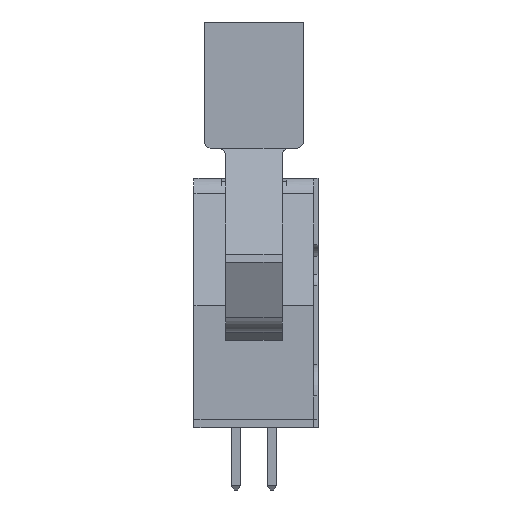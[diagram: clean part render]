
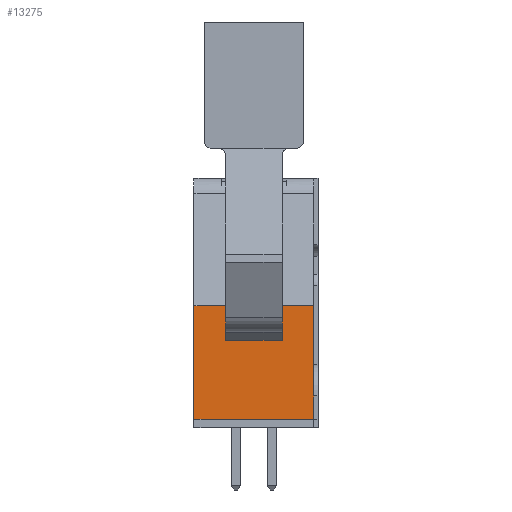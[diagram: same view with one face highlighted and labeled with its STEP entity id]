
A CAD part, front view. The second image highlights one B-rep face of the part: STEP entity #13275.
In plain terms, the highlighted planar face has unit normal (0, -1, 0).
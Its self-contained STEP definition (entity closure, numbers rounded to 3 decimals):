
#1999 = PLANE('',#2000);
#2000 = AXIS2_PLACEMENT_3D('',#2001,#2002,#2003);
#2001 = CARTESIAN_POINT('',(-2.955,5.045,16.1));
#2002 = DIRECTION('',(1.,0.,0.));
#2003 = DIRECTION('',(0.,1.,0.));
#3630 = VERTEX_POINT('',#3631);
#3631 = CARTESIAN_POINT('',(-2.955,-71.88,0.6));
#3645 = PLANE('',#3646);
#3646 = AXIS2_PLACEMENT_3D('',#3647,#3648,#3649);
#3647 = CARTESIAN_POINT('',(5.495,-71.43,0.6));
#3648 = DIRECTION('',(0.,0.,-1.));
#3649 = DIRECTION('',(0.,1.,0.));
#3657 = EDGE_CURVE('',#3658,#3630,#3660,.T.);
#3658 = VERTEX_POINT('',#3659);
#3659 = CARTESIAN_POINT('',(-2.955,-71.88,8.6));
#3660 = SURFACE_CURVE('',#3661,(#3665,#3672),.PCURVE_S1.);
#3661 = LINE('',#3662,#3663);
#3662 = CARTESIAN_POINT('',(-2.955,-71.88,0.6));
#3663 = VECTOR('',#3664,1.);
#3664 = DIRECTION('',(0.,0.,-1.));
#3665 = PCURVE('',#1999,#3666);
#3666 = DEFINITIONAL_REPRESENTATION('',(#3667),#3671);
#3667 = LINE('',#3668,#3669);
#3668 = CARTESIAN_POINT('',(-76.925,-15.5));
#3669 = VECTOR('',#3670,1.);
#3670 = DIRECTION('',(0.,-1.));
#3671 = ( GEOMETRIC_REPRESENTATION_CONTEXT(2) 
PARAMETRIC_REPRESENTATION_CONTEXT() REPRESENTATION_CONTEXT('2D SPACE',''
  ) );
#3672 = PCURVE('',#3673,#3678);
#3673 = PLANE('',#3674);
#3674 = AXIS2_PLACEMENT_3D('',#3675,#3676,#3677);
#3675 = CARTESIAN_POINT('',(5.495,-71.88,0.6));
#3676 = DIRECTION('',(0.,-1.,0.));
#3677 = DIRECTION('',(-1.,0.,0.));
#3678 = DEFINITIONAL_REPRESENTATION('',(#3679),#3683);
#3679 = LINE('',#3680,#3681);
#3680 = CARTESIAN_POINT('',(8.45,0.));
#3681 = VECTOR('',#3682,1.);
#3682 = DIRECTION('',(-0.,1.));
#3683 = ( GEOMETRIC_REPRESENTATION_CONTEXT(2) 
PARAMETRIC_REPRESENTATION_CONTEXT() REPRESENTATION_CONTEXT('2D SPACE',''
  ) );
#3701 = PLANE('',#3702);
#3702 = AXIS2_PLACEMENT_3D('',#3703,#3704,#3705);
#3703 = CARTESIAN_POINT('',(5.495,-71.88,8.6));
#3704 = DIRECTION('',(0.,-0.966,0.259)
  );
#3705 = DIRECTION('',(0.,-0.259,
    -0.966));
#4808 = PLANE('',#4809);
#4809 = AXIS2_PLACEMENT_3D('',#4810,#4811,#4812);
#4810 = CARTESIAN_POINT('',(5.495,-66.005,16.1));
#4811 = DIRECTION('',(1.,0.,0.));
#4812 = DIRECTION('',(0.,-1.,0.));
#12335 = PLANE('',#12336);
#12336 = AXIS2_PLACEMENT_3D('',#12337,#12338,#12339);
#12337 = CARTESIAN_POINT('',(-0.73,-30.48,0.));
#12338 = DIRECTION('',(1.,0.,0.));
#12339 = DIRECTION('',(0.,-1.,0.));
#12374 = EDGE_CURVE('',#12375,#3658,#12377,.T.);
#12375 = VERTEX_POINT('',#12376);
#12376 = CARTESIAN_POINT('',(-0.73,-71.88,8.6));
#12377 = SURFACE_CURVE('',#12378,(#12382,#12389),.PCURVE_S1.);
#12378 = LINE('',#12379,#12380);
#12379 = CARTESIAN_POINT('',(5.495,-71.88,8.6));
#12380 = VECTOR('',#12381,1.);
#12381 = DIRECTION('',(-1.,0.,0.));
#12382 = PCURVE('',#3701,#12383);
#12383 = DEFINITIONAL_REPRESENTATION('',(#12384),#12388);
#12384 = LINE('',#12385,#12386);
#12385 = CARTESIAN_POINT('',(0.,0.));
#12386 = VECTOR('',#12387,1.);
#12387 = DIRECTION('',(0.,-1.));
#12388 = ( GEOMETRIC_REPRESENTATION_CONTEXT(2) 
PARAMETRIC_REPRESENTATION_CONTEXT() REPRESENTATION_CONTEXT('2D SPACE',''
  ) );
#12389 = PCURVE('',#3673,#12390);
#12390 = DEFINITIONAL_REPRESENTATION('',(#12391),#12395);
#12391 = LINE('',#12392,#12393);
#12392 = CARTESIAN_POINT('',(0.,-8.));
#12393 = VECTOR('',#12394,1.);
#12394 = DIRECTION('',(1.,0.));
#12395 = ( GEOMETRIC_REPRESENTATION_CONTEXT(2) 
PARAMETRIC_REPRESENTATION_CONTEXT() REPRESENTATION_CONTEXT('2D SPACE',''
  ) );
#12899 = PLANE('',#12900);
#12900 = AXIS2_PLACEMENT_3D('',#12901,#12902,#12903);
#12901 = CARTESIAN_POINT('',(3.27,-30.48,0.));
#12902 = DIRECTION('',(1.,0.,0.));
#12903 = DIRECTION('',(0.,-1.,0.));
#13233 = VERTEX_POINT('',#13234);
#13234 = CARTESIAN_POINT('',(5.495,-71.88,0.6));
#13255 = EDGE_CURVE('',#13233,#3630,#13256,.T.);
#13256 = SURFACE_CURVE('',#13257,(#13261,#13268),.PCURVE_S1.);
#13257 = LINE('',#13258,#13259);
#13258 = CARTESIAN_POINT('',(5.495,-71.88,0.6));
#13259 = VECTOR('',#13260,1.);
#13260 = DIRECTION('',(-1.,0.,0.));
#13261 = PCURVE('',#3645,#13262);
#13262 = DEFINITIONAL_REPRESENTATION('',(#13263),#13267);
#13263 = LINE('',#13264,#13265);
#13264 = CARTESIAN_POINT('',(-0.45,-0.));
#13265 = VECTOR('',#13266,1.);
#13266 = DIRECTION('',(0.,-1.));
#13267 = ( GEOMETRIC_REPRESENTATION_CONTEXT(2) 
PARAMETRIC_REPRESENTATION_CONTEXT() REPRESENTATION_CONTEXT('2D SPACE',''
  ) );
#13268 = PCURVE('',#3673,#13269);
#13269 = DEFINITIONAL_REPRESENTATION('',(#13270),#13274);
#13270 = LINE('',#13271,#13272);
#13271 = CARTESIAN_POINT('',(0.,0.));
#13272 = VECTOR('',#13273,1.);
#13273 = DIRECTION('',(1.,0.));
#13274 = ( GEOMETRIC_REPRESENTATION_CONTEXT(2) 
PARAMETRIC_REPRESENTATION_CONTEXT() REPRESENTATION_CONTEXT('2D SPACE',''
  ) );
#13275 = ADVANCED_FACE('',(#13276),#3673,.T.);
#13276 = FACE_BOUND('',#13277,.T.);
#13277 = EDGE_LOOP('',(#13278,#13303,#13331,#13352,#13353,#13354,#13355,
    #13378));
#13278 = ORIENTED_EDGE('',*,*,#13279,.T.);
#13279 = EDGE_CURVE('',#13280,#13282,#13284,.T.);
#13280 = VERTEX_POINT('',#13281);
#13281 = CARTESIAN_POINT('',(3.27,-71.88,8.6));
#13282 = VERTEX_POINT('',#13283);
#13283 = CARTESIAN_POINT('',(3.27,-71.88,6.15));
#13284 = SURFACE_CURVE('',#13285,(#13289,#13296),.PCURVE_S1.);
#13285 = LINE('',#13286,#13287);
#13286 = CARTESIAN_POINT('',(3.27,-71.88,17.6));
#13287 = VECTOR('',#13288,1.);
#13288 = DIRECTION('',(0.,0.,-1.));
#13289 = PCURVE('',#3673,#13290);
#13290 = DEFINITIONAL_REPRESENTATION('',(#13291),#13295);
#13291 = LINE('',#13292,#13293);
#13292 = CARTESIAN_POINT('',(2.225,-17.));
#13293 = VECTOR('',#13294,1.);
#13294 = DIRECTION('',(0.,1.));
#13295 = ( GEOMETRIC_REPRESENTATION_CONTEXT(2) 
PARAMETRIC_REPRESENTATION_CONTEXT() REPRESENTATION_CONTEXT('2D SPACE',''
  ) );
#13296 = PCURVE('',#12899,#13297);
#13297 = DEFINITIONAL_REPRESENTATION('',(#13298),#13302);
#13298 = LINE('',#13299,#13300);
#13299 = CARTESIAN_POINT('',(41.4,-17.6));
#13300 = VECTOR('',#13301,1.);
#13301 = DIRECTION('',(0.,1.));
#13302 = ( GEOMETRIC_REPRESENTATION_CONTEXT(2) 
PARAMETRIC_REPRESENTATION_CONTEXT() REPRESENTATION_CONTEXT('2D SPACE',''
  ) );
#13303 = ORIENTED_EDGE('',*,*,#13304,.T.);
#13304 = EDGE_CURVE('',#13282,#13305,#13307,.T.);
#13305 = VERTEX_POINT('',#13306);
#13306 = CARTESIAN_POINT('',(-0.73,-71.88,6.15));
#13307 = SURFACE_CURVE('',#13308,(#13312,#13319),.PCURVE_S1.);
#13308 = LINE('',#13309,#13310);
#13309 = CARTESIAN_POINT('',(3.27,-71.88,6.15));
#13310 = VECTOR('',#13311,1.);
#13311 = DIRECTION('',(-1.,0.,0.));
#13312 = PCURVE('',#3673,#13313);
#13313 = DEFINITIONAL_REPRESENTATION('',(#13314),#13318);
#13314 = LINE('',#13315,#13316);
#13315 = CARTESIAN_POINT('',(2.225,-5.55));
#13316 = VECTOR('',#13317,1.);
#13317 = DIRECTION('',(1.,0.));
#13318 = ( GEOMETRIC_REPRESENTATION_CONTEXT(2) 
PARAMETRIC_REPRESENTATION_CONTEXT() REPRESENTATION_CONTEXT('2D SPACE',''
  ) );
#13319 = PCURVE('',#13320,#13325);
#13320 = PLANE('',#13321);
#13321 = AXIS2_PLACEMENT_3D('',#13322,#13323,#13324);
#13322 = CARTESIAN_POINT('',(3.27,-71.88,6.15));
#13323 = DIRECTION('',(0.,0.,-1.));
#13324 = DIRECTION('',(1.,0.,0.));
#13325 = DEFINITIONAL_REPRESENTATION('',(#13326),#13330);
#13326 = LINE('',#13327,#13328);
#13327 = CARTESIAN_POINT('',(0.,0.));
#13328 = VECTOR('',#13329,1.);
#13329 = DIRECTION('',(-1.,0.));
#13330 = ( GEOMETRIC_REPRESENTATION_CONTEXT(2) 
PARAMETRIC_REPRESENTATION_CONTEXT() REPRESENTATION_CONTEXT('2D SPACE',''
  ) );
#13331 = ORIENTED_EDGE('',*,*,#13332,.F.);
#13332 = EDGE_CURVE('',#12375,#13305,#13333,.T.);
#13333 = SURFACE_CURVE('',#13334,(#13338,#13345),.PCURVE_S1.);
#13334 = LINE('',#13335,#13336);
#13335 = CARTESIAN_POINT('',(-0.73,-71.88,17.6));
#13336 = VECTOR('',#13337,1.);
#13337 = DIRECTION('',(0.,0.,-1.));
#13338 = PCURVE('',#3673,#13339);
#13339 = DEFINITIONAL_REPRESENTATION('',(#13340),#13344);
#13340 = LINE('',#13341,#13342);
#13341 = CARTESIAN_POINT('',(6.225,-17.));
#13342 = VECTOR('',#13343,1.);
#13343 = DIRECTION('',(0.,1.));
#13344 = ( GEOMETRIC_REPRESENTATION_CONTEXT(2) 
PARAMETRIC_REPRESENTATION_CONTEXT() REPRESENTATION_CONTEXT('2D SPACE',''
  ) );
#13345 = PCURVE('',#12335,#13346);
#13346 = DEFINITIONAL_REPRESENTATION('',(#13347),#13351);
#13347 = LINE('',#13348,#13349);
#13348 = CARTESIAN_POINT('',(41.4,-17.6));
#13349 = VECTOR('',#13350,1.);
#13350 = DIRECTION('',(0.,1.));
#13351 = ( GEOMETRIC_REPRESENTATION_CONTEXT(2) 
PARAMETRIC_REPRESENTATION_CONTEXT() REPRESENTATION_CONTEXT('2D SPACE',''
  ) );
#13352 = ORIENTED_EDGE('',*,*,#12374,.T.);
#13353 = ORIENTED_EDGE('',*,*,#3657,.T.);
#13354 = ORIENTED_EDGE('',*,*,#13255,.F.);
#13355 = ORIENTED_EDGE('',*,*,#13356,.F.);
#13356 = EDGE_CURVE('',#13357,#13233,#13359,.T.);
#13357 = VERTEX_POINT('',#13358);
#13358 = CARTESIAN_POINT('',(5.495,-71.88,8.6));
#13359 = SURFACE_CURVE('',#13360,(#13364,#13371),.PCURVE_S1.);
#13360 = LINE('',#13361,#13362);
#13361 = CARTESIAN_POINT('',(5.495,-71.88,0.6));
#13362 = VECTOR('',#13363,1.);
#13363 = DIRECTION('',(0.,0.,-1.));
#13364 = PCURVE('',#3673,#13365);
#13365 = DEFINITIONAL_REPRESENTATION('',(#13366),#13370);
#13366 = LINE('',#13367,#13368);
#13367 = CARTESIAN_POINT('',(0.,0.));
#13368 = VECTOR('',#13369,1.);
#13369 = DIRECTION('',(-0.,1.));
#13370 = ( GEOMETRIC_REPRESENTATION_CONTEXT(2) 
PARAMETRIC_REPRESENTATION_CONTEXT() REPRESENTATION_CONTEXT('2D SPACE',''
  ) );
#13371 = PCURVE('',#4808,#13372);
#13372 = DEFINITIONAL_REPRESENTATION('',(#13373),#13377);
#13373 = LINE('',#13374,#13375);
#13374 = CARTESIAN_POINT('',(5.875,15.5));
#13375 = VECTOR('',#13376,1.);
#13376 = DIRECTION('',(0.,1.));
#13377 = ( GEOMETRIC_REPRESENTATION_CONTEXT(2) 
PARAMETRIC_REPRESENTATION_CONTEXT() REPRESENTATION_CONTEXT('2D SPACE',''
  ) );
#13378 = ORIENTED_EDGE('',*,*,#13379,.T.);
#13379 = EDGE_CURVE('',#13357,#13280,#13380,.T.);
#13380 = SURFACE_CURVE('',#13381,(#13385,#13392),.PCURVE_S1.);
#13381 = LINE('',#13382,#13383);
#13382 = CARTESIAN_POINT('',(5.495,-71.88,8.6));
#13383 = VECTOR('',#13384,1.);
#13384 = DIRECTION('',(-1.,0.,0.));
#13385 = PCURVE('',#3673,#13386);
#13386 = DEFINITIONAL_REPRESENTATION('',(#13387),#13391);
#13387 = LINE('',#13388,#13389);
#13388 = CARTESIAN_POINT('',(0.,-8.));
#13389 = VECTOR('',#13390,1.);
#13390 = DIRECTION('',(1.,0.));
#13391 = ( GEOMETRIC_REPRESENTATION_CONTEXT(2) 
PARAMETRIC_REPRESENTATION_CONTEXT() REPRESENTATION_CONTEXT('2D SPACE',''
  ) );
#13392 = PCURVE('',#13393,#13398);
#13393 = PLANE('',#13394);
#13394 = AXIS2_PLACEMENT_3D('',#13395,#13396,#13397);
#13395 = CARTESIAN_POINT('',(5.495,-71.88,8.6));
#13396 = DIRECTION('',(0.,-0.966,0.259
    ));
#13397 = DIRECTION('',(0.,-0.259,
    -0.966));
#13398 = DEFINITIONAL_REPRESENTATION('',(#13399),#13403);
#13399 = LINE('',#13400,#13401);
#13400 = CARTESIAN_POINT('',(0.,0.));
#13401 = VECTOR('',#13402,1.);
#13402 = DIRECTION('',(0.,-1.));
#13403 = ( GEOMETRIC_REPRESENTATION_CONTEXT(2) 
PARAMETRIC_REPRESENTATION_CONTEXT() REPRESENTATION_CONTEXT('2D SPACE',''
  ) );
